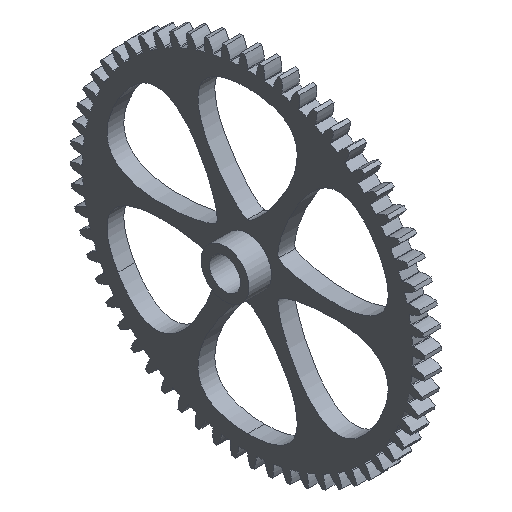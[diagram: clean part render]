
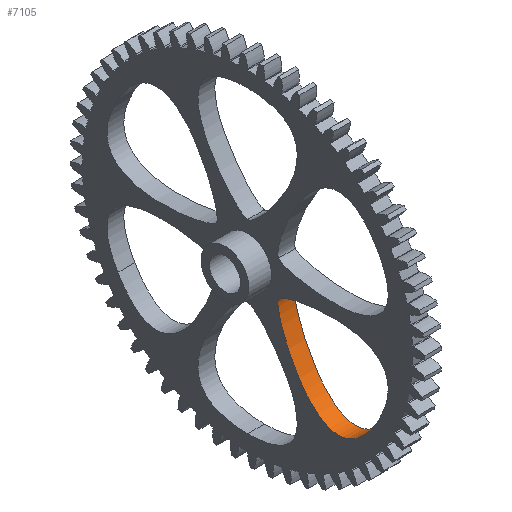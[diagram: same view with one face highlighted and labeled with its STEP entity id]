
A CAD part, isometric view. The second image highlights one B-rep face of the part: STEP entity #7105.
In plain terms, the highlighted free-form (B-spline) face has degree [3, 1] with [4, 2] control points.
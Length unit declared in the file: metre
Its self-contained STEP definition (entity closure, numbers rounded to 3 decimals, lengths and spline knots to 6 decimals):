
#508=LINE('',#9658,#1132);
#509=LINE('',#9665,#1133);
#1132=VECTOR('',#7995,1.);
#1133=VECTOR('',#7996,1.);
#1766=ORIENTED_EDGE('',*,*,#4027,.T.);
#1767=ORIENTED_EDGE('',*,*,#4028,.T.);
#1768=ORIENTED_EDGE('',*,*,#4025,.F.);
#1769=ORIENTED_EDGE('',*,*,#4029,.F.);
#4025=EDGE_CURVE('',#5155,#5156,#508,.T.);
#4027=EDGE_CURVE('',#5154,#5157,#509,.T.);
#4028=EDGE_CURVE('',#5157,#5156,#5912,.T.);
#4029=EDGE_CURVE('',#5154,#5155,#5913,.T.);
#5154=VERTEX_POINT('',#9656);
#5155=VERTEX_POINT('',#9657);
#5156=VERTEX_POINT('',#9659);
#5157=VERTEX_POINT('',#9664);
#5912=B_SPLINE_CURVE_WITH_KNOTS('',3,(#9674,#9675,#9676,#9677),
 .UNSPECIFIED.,.F.,.F.,(4,4),(0.,1.),.PIECEWISE_BEZIER_KNOTS.);
#5913=B_SPLINE_CURVE_WITH_KNOTS('',3,(#9678,#9679,#9680,#9681),
 .UNSPECIFIED.,.F.,.F.,(4,4),(0.,1.),.PIECEWISE_BEZIER_KNOTS.);
#6173=EDGE_LOOP('',(#1766,#1767,#1768,#1769));
#6573=FACE_BOUND('',#6173,.T.);
#6973=B_SPLINE_SURFACE_WITH_KNOTS('',3,1,((#9666,#9667),(#9668,#9669),(#9670,
#9671),(#9672,#9673)),.SURF_OF_LINEAR_EXTRUSION.,.F.,.F.,.F.,(4,4),(2,2),
(0.,1.),(0.,1.),.PIECEWISE_BEZIER_KNOTS.);
#7105=ADVANCED_FACE('',(#6573),#6973,.F.);
#7995=DIRECTION('',(-1.,0.,0.));
#7996=DIRECTION('',(-1.,0.,0.));
#9656=CARTESIAN_POINT('',(0.003,-0.005505,-0.003178));
#9657=CARTESIAN_POINT('',(0.003,-0.023019,-0.01329));
#9658=CARTESIAN_POINT('',(0.003002,-0.023019,-0.01329));
#9659=CARTESIAN_POINT('',(0.,-0.023019,-0.01329));
#9664=CARTESIAN_POINT('',(0.,-0.005505,-0.003178));
#9665=CARTESIAN_POINT('',(0.003002,-0.005505,-0.003178));
#9666=CARTESIAN_POINT('',(0.003,-0.005505,-0.003178));
#9667=CARTESIAN_POINT('',(0.,-0.005505,-0.003178));
#9668=CARTESIAN_POINT('',(0.003,-0.004223,-0.004939));
#9669=CARTESIAN_POINT('',(0.,-0.004223,-0.004939));
#9670=CARTESIAN_POINT('',(0.003,-0.013367,-0.029306));
#9671=CARTESIAN_POINT('',(0.,-0.013367,-0.029306));
#9672=CARTESIAN_POINT('',(0.003,-0.023019,-0.01329));
#9673=CARTESIAN_POINT('',(0.,-0.023019,-0.01329));
#9674=CARTESIAN_POINT('',(0.,-0.005505,-0.003178));
#9675=CARTESIAN_POINT('',(0.,-0.004223,-0.004939));
#9676=CARTESIAN_POINT('',(0.,-0.013367,-0.029306));
#9677=CARTESIAN_POINT('',(0.,-0.023019,-0.01329));
#9678=CARTESIAN_POINT('',(0.003,-0.005505,-0.003178));
#9679=CARTESIAN_POINT('',(0.003,-0.004223,-0.004939));
#9680=CARTESIAN_POINT('',(0.003,-0.013367,-0.029306));
#9681=CARTESIAN_POINT('',(0.003,-0.023019,-0.01329));
